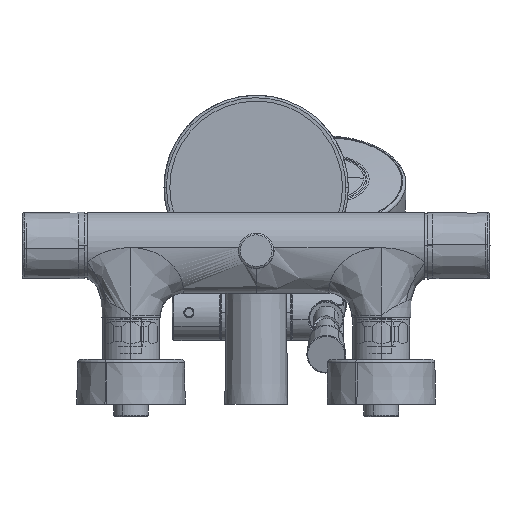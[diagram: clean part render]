
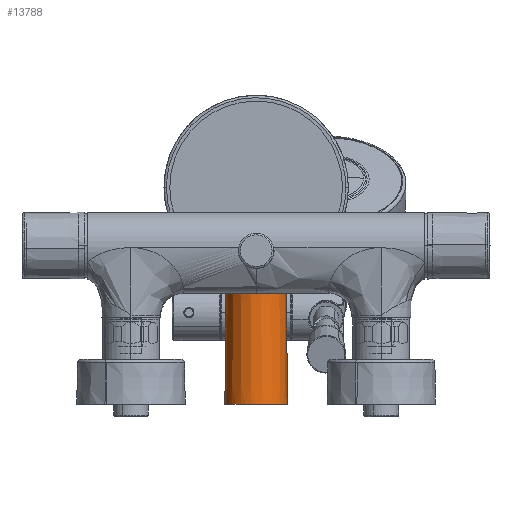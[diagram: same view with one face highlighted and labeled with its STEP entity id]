
A CAD part, front view. The second image highlights one B-rep face of the part: STEP entity #13788.
In plain terms, the highlighted conical face has half-angle 0.5 degrees and reference radius 18.104 mm.
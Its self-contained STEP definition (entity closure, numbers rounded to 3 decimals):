
#138 = VECTOR ( 'NONE', #12329, 1000. ) ;
#640 = VECTOR ( 'NONE', #30991, 1000. ) ;
#1235 = CONICAL_SURFACE ( 'NONE', #8730, 18.104, 0.009 ) ;
#1775 = EDGE_LOOP ( 'NONE', ( #15181, #5330, #21444, #33242, #36581 ) ) ;
#3572 = EDGE_CURVE ( 'NONE', #22182, #29799, #21369, .T. ) ;
#3965 = CARTESIAN_POINT ( 'NONE',  ( 0.001, 0.499, 0. ) ) ;
#4867 = EDGE_CURVE ( 'NONE', #14133, #32706, #34827, .T. ) ;
#5300 = EDGE_CURVE ( 'NONE', #32706, #29799, #7008, .T. ) ;
#5330 = ORIENTED_EDGE ( 'NONE', *, *, #28782, .T. ) ;
#5428 = CARTESIAN_POINT ( 'NONE',  ( 18.105, 0.499, 73.504 ) ) ;
#5809 = DIRECTION ( 'NONE',  ( 0., 0., -1. ) ) ;
#7008 = LINE ( 'NONE', #17964, #138 ) ;
#7249 = DIRECTION ( 'NONE',  ( 0., 0., 1. ) ) ;
#8730 = AXIS2_PLACEMENT_3D ( 'NONE', #14382, #5809, #11804 ) ;
#9183 = VERTEX_POINT ( 'NONE', #9571 ) ;
#9571 = CARTESIAN_POINT ( 'NONE',  ( -18.104, 0.499, 73.504 ) ) ;
#9670 = CARTESIAN_POINT ( 'NONE',  ( 0.001, 0.499, 73.504 ) ) ;
#11676 = CARTESIAN_POINT ( 'NONE',  ( 18.746, 0.499, 0. ) ) ;
#11804 = DIRECTION ( 'NONE',  ( 1., 0., 0. ) ) ;
#12329 = DIRECTION ( 'NONE',  ( 0.009, 0., -1. ) ) ;
#12692 = DIRECTION ( 'NONE',  ( -1., 0., 0. ) ) ;
#13788 = ADVANCED_FACE ( 'NONE', ( #26373 ), #1235, .T. ) ;
#14133 = VERTEX_POINT ( 'NONE', #28731 ) ;
#14382 = CARTESIAN_POINT ( 'NONE',  ( 0.001, 0.499, 73.504 ) ) ;
#14481 = AXIS2_PLACEMENT_3D ( 'NONE', #9670, #29824, #24476 ) ;
#15181 = ORIENTED_EDGE ( 'NONE', *, *, #28991, .F. ) ;
#15756 = DIRECTION ( 'NONE',  ( 0., 0., 1. ) ) ;
#16580 = CARTESIAN_POINT ( 'NONE',  ( 0.001, 0.499, 73.504 ) ) ;
#16696 = LINE ( 'NONE', #19944, #640 ) ;
#17037 = AXIS2_PLACEMENT_3D ( 'NONE', #16580, #7249, #28032 ) ;
#17964 = CARTESIAN_POINT ( 'NONE',  ( 18.105, 0.499, 73.504 ) ) ;
#18051 = CIRCLE ( 'NONE', #17037, 18.104 ) ;
#19944 = CARTESIAN_POINT ( 'NONE',  ( -18.104, 0.499, 73.504 ) ) ;
#21369 = CIRCLE ( 'NONE', #27121, 18.746 ) ;
#21444 = ORIENTED_EDGE ( 'NONE', *, *, #3572, .T. ) ;
#22182 = VERTEX_POINT ( 'NONE', #34476 ) ;
#24476 = DIRECTION ( 'NONE',  ( 1., 0., 0. ) ) ;
#26373 = FACE_OUTER_BOUND ( 'NONE', #1775, .T. ) ;
#27121 = AXIS2_PLACEMENT_3D ( 'NONE', #3965, #15756, #12692 ) ;
#28032 = DIRECTION ( 'NONE',  ( 1., 0., 0. ) ) ;
#28731 = CARTESIAN_POINT ( 'NONE',  ( 18.104, 0.333, 73.504 ) ) ;
#28782 = EDGE_CURVE ( 'NONE', #9183, #22182, #16696, .T. ) ;
#28991 = EDGE_CURVE ( 'NONE', #9183, #14133, #18051, .T. ) ;
#29799 = VERTEX_POINT ( 'NONE', #11676 ) ;
#29824 = DIRECTION ( 'NONE',  ( 0., 0., 1. ) ) ;
#30991 = DIRECTION ( 'NONE',  ( -0.009, 0., -1. ) ) ;
#32706 = VERTEX_POINT ( 'NONE', #5428 ) ;
#33242 = ORIENTED_EDGE ( 'NONE', *, *, #5300, .F. ) ;
#34476 = CARTESIAN_POINT ( 'NONE',  ( -18.745, 0.499, 0. ) ) ;
#34827 = CIRCLE ( 'NONE', #14481, 18.104 ) ;
#36581 = ORIENTED_EDGE ( 'NONE', *, *, #4867, .F. ) ;
